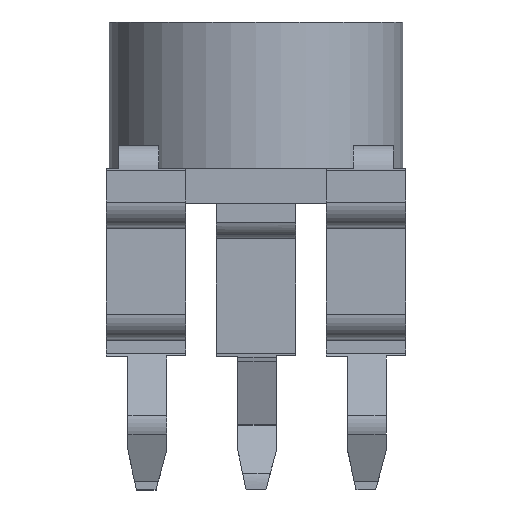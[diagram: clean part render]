
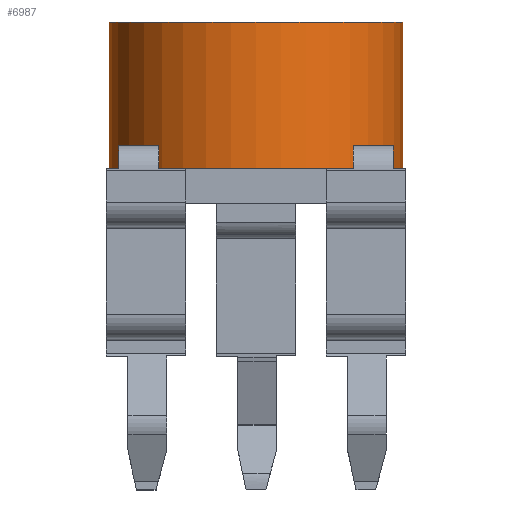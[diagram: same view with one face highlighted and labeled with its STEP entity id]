
A CAD part, front view. The second image highlights one B-rep face of the part: STEP entity #6987.
In plain terms, the highlighted cylindrical face has radius 3.34 mm (diameter 6.68 mm), a partial arc.
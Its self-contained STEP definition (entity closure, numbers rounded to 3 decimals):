
#466 = AXIS2_PLACEMENT_3D ( 'NONE', #5456, #1386, #1350 ) ;
#512 = VERTEX_POINT ( 'NONE', #6844 ) ;
#634 = DIRECTION ( 'NONE',  ( 0., 0., -1. ) ) ;
#656 = CIRCLE ( 'NONE', #4855, 3.34 ) ;
#758 = EDGE_CURVE ( 'NONE', #512, #3421, #2283, .T. ) ;
#764 = ORIENTED_EDGE ( 'NONE', *, *, #2231, .T. ) ;
#1350 = DIRECTION ( 'NONE',  ( -1., 0., 0. ) ) ;
#1383 = LINE ( 'NONE', #8234, #4682 ) ;
#1386 = DIRECTION ( 'NONE',  ( 0., 0., -1. ) ) ;
#1787 = VERTEX_POINT ( 'NONE', #6863 ) ;
#2231 = EDGE_CURVE ( 'NONE', #3421, #1787, #1383, .T. ) ;
#2283 = CIRCLE ( 'NONE', #466, 3.34 ) ;
#2353 = EDGE_CURVE ( 'NONE', #1787, #7201, #656, .T. ) ;
#3421 = VERTEX_POINT ( 'NONE', #6648 ) ;
#3823 = DIRECTION ( 'NONE',  ( 0., 0., 1. ) ) ;
#4275 = CARTESIAN_POINT ( 'NONE',  ( 3.34, 0., 4.28 ) ) ;
#4417 = EDGE_CURVE ( 'NONE', #512, #7201, #5546, .T. ) ;
#4615 = DIRECTION ( 'NONE',  ( 0., 0., -1. ) ) ;
#4682 = VECTOR ( 'NONE', #4989, 1000. ) ;
#4855 = AXIS2_PLACEMENT_3D ( 'NONE', #7740, #3823, #8407 ) ;
#4989 = DIRECTION ( 'NONE',  ( 0., 0., -1. ) ) ;
#5139 = CYLINDRICAL_SURFACE ( 'NONE', #6095, 3.34 ) ;
#5233 = CARTESIAN_POINT ( 'NONE',  ( 3.34, 0., 4.481 ) ) ;
#5270 = CARTESIAN_POINT ( 'NONE',  ( 0., 0., 4.481 ) ) ;
#5456 = CARTESIAN_POINT ( 'NONE',  ( 0., 0., 7.62 ) ) ;
#5546 = LINE ( 'NONE', #5233, #7265 ) ;
#6095 = AXIS2_PLACEMENT_3D ( 'NONE', #5270, #4615, #7878 ) ;
#6625 = ORIENTED_EDGE ( 'NONE', *, *, #4417, .F. ) ;
#6648 = CARTESIAN_POINT ( 'NONE',  ( -3.34, 0., 7.62 ) ) ;
#6661 = ORIENTED_EDGE ( 'NONE', *, *, #758, .T. ) ;
#6711 = EDGE_LOOP ( 'NONE', ( #6625, #6661, #764, #7449 ) ) ;
#6844 = CARTESIAN_POINT ( 'NONE',  ( 3.34, 0., 7.62 ) ) ;
#6863 = CARTESIAN_POINT ( 'NONE',  ( -3.34, 0., 4.28 ) ) ;
#6987 = ADVANCED_FACE ( 'NONE', ( #7473 ), #5139, .T. ) ;
#7201 = VERTEX_POINT ( 'NONE', #4275 ) ;
#7265 = VECTOR ( 'NONE', #634, 1000. ) ;
#7449 = ORIENTED_EDGE ( 'NONE', *, *, #2353, .T. ) ;
#7473 = FACE_OUTER_BOUND ( 'NONE', #6711, .T. ) ;
#7740 = CARTESIAN_POINT ( 'NONE',  ( 0., 0., 4.28 ) ) ;
#7878 = DIRECTION ( 'NONE',  ( -1., 0., 0. ) ) ;
#8234 = CARTESIAN_POINT ( 'NONE',  ( -3.34, 0., 4.481 ) ) ;
#8407 = DIRECTION ( 'NONE',  ( -1., 0., 0. ) ) ;
